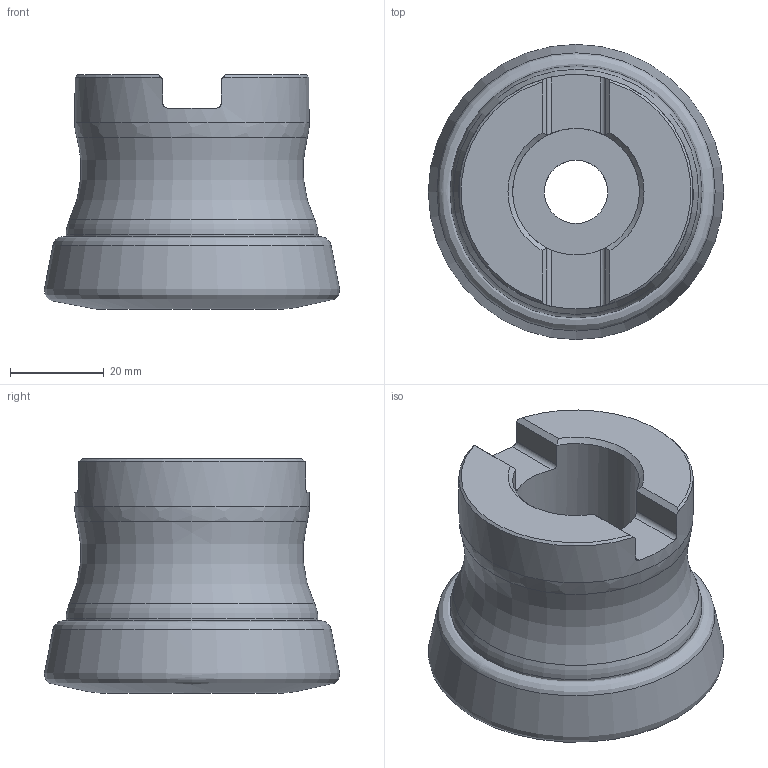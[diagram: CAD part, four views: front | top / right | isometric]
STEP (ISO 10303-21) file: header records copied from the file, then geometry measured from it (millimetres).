
FILE_DESCRIPTION(/* description */ (''),/* implementation_level */ '2;1');
FILE_NAME(/* name */ '123.stp',/* time_stamp */ '2022-05-17T09:30:20+05:00',/* author */ (''),/* organization */ (''),/* preprocessor_version */ 'ST-DEVELOPER v16.7',/* originating_system */ 'SIEMENS PLM Software NX 12.0',/* authorisation */ '');
FILE_SCHEMA (('AUTOMOTIVE_DESIGN { 1 0 10303 214 3 1 1 1 }'));
Length unit declared in the file: millimetre
Products named in the file (4): CUT; NOCUT; ASSEMBLY_CONSTRUCTION; 22_stp
Assembly tree (3 placements, depth 2):
  22_stp
    ASSEMBLY_CONSTRUCTION
    NOCUT
    CUT
Bounding box: 62.93 x 62.92 x 50 mm (x, y, z)
Volume: 109543.5 mm3; surface area: 23430.7 mm2
Topology: 2 solids, 2 shells, 45 faces, 109 edges, 82 vertices
Faces by surface type: plane 15, torus 10, cylinder 9, cone 8, revolution 2, bspline 1
Full cylindrical faces by diameter (mm): 13.5 x1, 20 x1, 27.006 x1, 50 x1, 53.7 x1
Entity records: 1708 total; most frequent: CARTESIAN_POINT 500, DIRECTION 226, ORIENTED_EDGE 168, AXIS2_PLACEMENT_3D 100, EDGE_CURVE 84, EDGE_LOOP 70, VERTEX_POINT 64, FACE_BOUND 50
